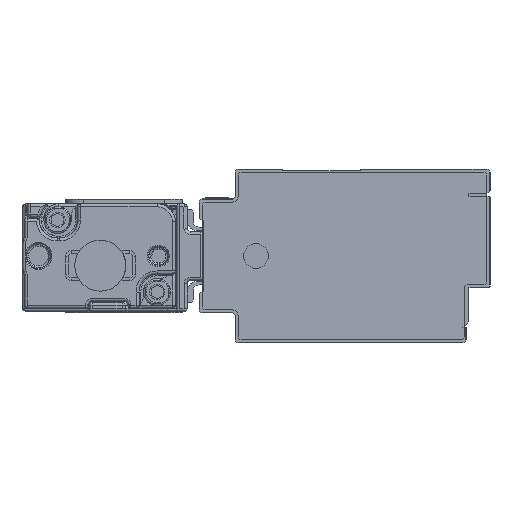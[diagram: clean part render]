
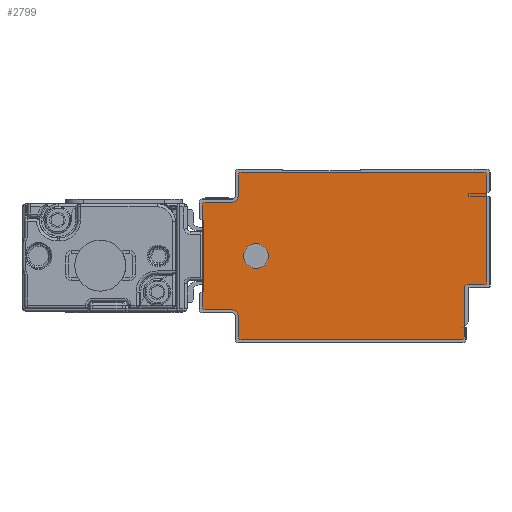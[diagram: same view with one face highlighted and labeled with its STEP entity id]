
A CAD part, left-side view. The second image highlights one B-rep face of the part: STEP entity #2799.
In plain terms, the highlighted planar face has unit normal (-1, 0, 0).
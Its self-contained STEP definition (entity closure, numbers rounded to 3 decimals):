
#1379=AXIS2_PLACEMENT_3D('Circle Axis2P3D',#1377,#1378,$) ;
#1417=AXIS2_PLACEMENT_3D('Circle Axis2P3D',#1415,#1416,$) ;
#1455=AXIS2_PLACEMENT_3D('Circle Axis2P3D',#1453,#1454,$) ;
#1493=AXIS2_PLACEMENT_3D('Circle Axis2P3D',#1491,#1492,$) ;
#2669=AXIS2_PLACEMENT_3D('Circle Axis2P3D',#2667,#2668,$) ;
#2689=AXIS2_PLACEMENT_3D('Plane Axis2P3D',#2686,#2687,#2688) ;
#2693=AXIS2_PLACEMENT_3D('Circle Axis2P3D',#2691,#2692,$) ;
#2707=AXIS2_PLACEMENT_3D('Circle Axis2P3D',#2705,#2706,$) ;
#2721=AXIS2_PLACEMENT_3D('Circle Axis2P3D',#2719,#2720,$) ;
#2735=AXIS2_PLACEMENT_3D('Circle Axis2P3D',#2733,#2734,$) ;
#2749=AXIS2_PLACEMENT_3D('Circle Axis2P3D',#2747,#2748,$) ;
#2783=AXIS2_PLACEMENT_3D('Circle Axis2P3D',#2781,#2782,$) ;
#2792=AXIS2_PLACEMENT_3D('Circle Axis2P3D',#2790,#2791,$) ;
#1335=CARTESIAN_POINT('Line Origine',(-575.5,-3.5,19.1)) ;
#1339=CARTESIAN_POINT('Vertex',(-575.5,-3.5,28.)) ;
#1341=CARTESIAN_POINT('Vertex',(-575.5,-3.5,10.2)) ;
#1377=CARTESIAN_POINT('Axis2P3D Location',(-575.5,-3.,28.)) ;
#1381=CARTESIAN_POINT('Vertex',(-575.5,-3.,28.5)) ;
#1396=CARTESIAN_POINT('Line Origine',(-575.5,17.25,28.5)) ;
#1400=CARTESIAN_POINT('Vertex',(-575.5,37.5,28.5)) ;
#1415=CARTESIAN_POINT('Axis2P3D Location',(-575.5,37.5,28.)) ;
#1419=CARTESIAN_POINT('Vertex',(-575.5,38.,28.)) ;
#1434=CARTESIAN_POINT('Line Origine',(-575.5,38.,26.25)) ;
#1438=CARTESIAN_POINT('Vertex',(-575.5,38.,24.5)) ;
#1453=CARTESIAN_POINT('Axis2P3D Location',(-575.5,39.,24.5)) ;
#1457=CARTESIAN_POINT('Vertex',(-575.5,39.,23.5)) ;
#1472=CARTESIAN_POINT('Line Origine',(-575.5,41.25,23.5)) ;
#1476=CARTESIAN_POINT('Vertex',(-575.5,43.5,23.5)) ;
#1491=CARTESIAN_POINT('Axis2P3D Location',(-575.5,43.5,23.)) ;
#1495=CARTESIAN_POINT('Vertex',(-575.5,44.,23.)) ;
#1510=CARTESIAN_POINT('Line Origine',(-575.5,44.,14.5)) ;
#1514=CARTESIAN_POINT('Vertex',(-575.5,44.,6.)) ;
#2667=CARTESIAN_POINT('Axis2P3D Location',(-575.5,-3.,10.2)) ;
#2671=CARTESIAN_POINT('Vertex',(-575.5,-3.,9.7)) ;
#2686=CARTESIAN_POINT('Axis2P3D Location',(-575.5,0.,0.)) ;
#2691=CARTESIAN_POINT('Axis2P3D Location',(-575.5,43.5,6.)) ;
#2695=CARTESIAN_POINT('Vertex',(-575.5,43.5,5.5)) ;
#2698=CARTESIAN_POINT('Line Origine',(-575.5,41.25,5.5)) ;
#2702=CARTESIAN_POINT('Vertex',(-575.5,39.,5.5)) ;
#2705=CARTESIAN_POINT('Axis2P3D Location',(-575.5,39.,4.5)) ;
#2709=CARTESIAN_POINT('Vertex',(-575.5,38.,4.5)) ;
#2712=CARTESIAN_POINT('Line Origine',(-575.5,38.,2.75)) ;
#2716=CARTESIAN_POINT('Vertex',(-575.5,38.,1.)) ;
#2719=CARTESIAN_POINT('Axis2P3D Location',(-575.5,37.5,1.)) ;
#2723=CARTESIAN_POINT('Vertex',(-575.5,37.5,0.5)) ;
#2726=CARTESIAN_POINT('Line Origine',(-575.5,19.15,0.5)) ;
#2730=CARTESIAN_POINT('Vertex',(-575.5,0.8,0.5)) ;
#2733=CARTESIAN_POINT('Axis2P3D Location',(-575.5,0.8,1.)) ;
#2737=CARTESIAN_POINT('Vertex',(-575.5,0.3,1.)) ;
#2740=CARTESIAN_POINT('Line Origine',(-575.5,0.3,5.1)) ;
#2744=CARTESIAN_POINT('Vertex',(-575.5,0.3,9.2)) ;
#2747=CARTESIAN_POINT('Axis2P3D Location',(-575.5,-0.2,9.2)) ;
#2751=CARTESIAN_POINT('Vertex',(-575.5,-0.2,9.7)) ;
#2754=CARTESIAN_POINT('Line Origine',(-575.5,-1.6,9.7)) ;
#2781=CARTESIAN_POINT('Axis2P3D Location',(-575.5,35.,14.5)) ;
#2785=CARTESIAN_POINT('Vertex',(-575.5,33.186,13.509)) ;
#2787=CARTESIAN_POINT('Vertex',(-575.5,36.814,15.491)) ;
#2790=CARTESIAN_POINT('Axis2P3D Location',(-575.5,35.,14.5)) ;
#1336=DIRECTION('Vector Direction',(0.,0.,-1.)) ;
#1378=DIRECTION('Axis2P3D Direction',(1.,0.,0.)) ;
#1397=DIRECTION('Vector Direction',(0.,1.,0.)) ;
#1416=DIRECTION('Axis2P3D Direction',(1.,0.,0.)) ;
#1435=DIRECTION('Vector Direction',(0.,0.,1.)) ;
#1454=DIRECTION('Axis2P3D Direction',(1.,0.,0.)) ;
#1473=DIRECTION('Vector Direction',(0.,1.,0.)) ;
#1492=DIRECTION('Axis2P3D Direction',(1.,0.,0.)) ;
#1511=DIRECTION('Vector Direction',(0.,0.,1.)) ;
#2668=DIRECTION('Axis2P3D Direction',(1.,0.,0.)) ;
#2687=DIRECTION('Axis2P3D Direction',(1.,0.,0.)) ;
#2688=DIRECTION('Axis2P3D XDirection',(0.,1.,0.)) ;
#2692=DIRECTION('Axis2P3D Direction',(1.,0.,0.)) ;
#2699=DIRECTION('Vector Direction',(0.,-1.,0.)) ;
#2706=DIRECTION('Axis2P3D Direction',(1.,0.,0.)) ;
#2713=DIRECTION('Vector Direction',(0.,0.,1.)) ;
#2720=DIRECTION('Axis2P3D Direction',(1.,0.,0.)) ;
#2727=DIRECTION('Vector Direction',(0.,-1.,0.)) ;
#2734=DIRECTION('Axis2P3D Direction',(1.,0.,0.)) ;
#2741=DIRECTION('Vector Direction',(0.,0.,-1.)) ;
#2748=DIRECTION('Axis2P3D Direction',(1.,0.,0.)) ;
#2755=DIRECTION('Vector Direction',(0.,1.,0.)) ;
#2782=DIRECTION('Axis2P3D Direction',(1.,0.,0.)) ;
#2791=DIRECTION('Axis2P3D Direction',(1.,0.,0.)) ;
#1337=VECTOR('Line Direction',#1336,1.) ;
#1398=VECTOR('Line Direction',#1397,1.) ;
#1436=VECTOR('Line Direction',#1435,1.) ;
#1474=VECTOR('Line Direction',#1473,1.) ;
#1512=VECTOR('Line Direction',#1511,1.) ;
#2700=VECTOR('Line Direction',#2699,1.) ;
#2714=VECTOR('Line Direction',#2713,1.) ;
#2728=VECTOR('Line Direction',#2727,1.) ;
#2742=VECTOR('Line Direction',#2741,1.) ;
#2756=VECTOR('Line Direction',#2755,1.) ;
#2760=ORIENTED_EDGE('',*,*,#1402,.F.) ;
#2761=ORIENTED_EDGE('',*,*,#1421,.F.) ;
#2762=ORIENTED_EDGE('',*,*,#1440,.F.) ;
#2763=ORIENTED_EDGE('',*,*,#1459,.F.) ;
#2764=ORIENTED_EDGE('',*,*,#1478,.F.) ;
#2765=ORIENTED_EDGE('',*,*,#1497,.F.) ;
#2766=ORIENTED_EDGE('',*,*,#1516,.F.) ;
#2767=ORIENTED_EDGE('',*,*,#2697,.F.) ;
#2768=ORIENTED_EDGE('',*,*,#2704,.F.) ;
#2769=ORIENTED_EDGE('',*,*,#2711,.F.) ;
#2770=ORIENTED_EDGE('',*,*,#2718,.F.) ;
#2771=ORIENTED_EDGE('',*,*,#2725,.F.) ;
#2772=ORIENTED_EDGE('',*,*,#2732,.F.) ;
#2773=ORIENTED_EDGE('',*,*,#2739,.F.) ;
#2774=ORIENTED_EDGE('',*,*,#2746,.F.) ;
#2775=ORIENTED_EDGE('',*,*,#2753,.F.) ;
#2776=ORIENTED_EDGE('',*,*,#2758,.F.) ;
#2777=ORIENTED_EDGE('',*,*,#2673,.F.) ;
#2778=ORIENTED_EDGE('',*,*,#1343,.F.) ;
#2779=ORIENTED_EDGE('',*,*,#1383,.F.) ;
#2796=ORIENTED_EDGE('',*,*,#2789,.T.) ;
#2797=ORIENTED_EDGE('',*,*,#2794,.T.) ;
#2798=FACE_BOUND('',#2795,.T.) ;
#2799=ADVANCED_FACE('\X2\FF8EFF9EFF83FF9EFF68FF70\X0\.2',(#2780,#2798),#2690,.F.) ;
#1380=CIRCLE('generated circle',#1379,0.5) ;
#1418=CIRCLE('generated circle',#1417,0.5) ;
#1456=CIRCLE('generated circle',#1455,1.) ;
#1494=CIRCLE('generated circle',#1493,0.5) ;
#2670=CIRCLE('generated circle',#2669,0.5) ;
#2694=CIRCLE('generated circle',#2693,0.5) ;
#2708=CIRCLE('generated circle',#2707,1.) ;
#2722=CIRCLE('generated circle',#2721,0.5) ;
#2736=CIRCLE('generated circle',#2735,0.5) ;
#2750=CIRCLE('generated circle',#2749,0.5) ;
#2784=CIRCLE('generated circle',#2783,2.067) ;
#2793=CIRCLE('generated circle',#2792,2.067) ;
#1343=EDGE_CURVE('',#1340,#1342,#1338,.T.) ;
#1383=EDGE_CURVE('',#1382,#1340,#1380,.T.) ;
#1402=EDGE_CURVE('',#1401,#1382,#1399,.F.) ;
#1421=EDGE_CURVE('',#1420,#1401,#1418,.T.) ;
#1440=EDGE_CURVE('',#1439,#1420,#1437,.T.) ;
#1459=EDGE_CURVE('',#1458,#1439,#1456,.F.) ;
#1478=EDGE_CURVE('',#1477,#1458,#1475,.F.) ;
#1497=EDGE_CURVE('',#1496,#1477,#1494,.T.) ;
#1516=EDGE_CURVE('',#1515,#1496,#1513,.T.) ;
#2673=EDGE_CURVE('',#1342,#2672,#2670,.T.) ;
#2697=EDGE_CURVE('',#2696,#1515,#2694,.T.) ;
#2704=EDGE_CURVE('',#2703,#2696,#2701,.F.) ;
#2711=EDGE_CURVE('',#2710,#2703,#2708,.F.) ;
#2718=EDGE_CURVE('',#2717,#2710,#2715,.T.) ;
#2725=EDGE_CURVE('',#2724,#2717,#2722,.T.) ;
#2732=EDGE_CURVE('',#2731,#2724,#2729,.F.) ;
#2739=EDGE_CURVE('',#2738,#2731,#2736,.T.) ;
#2746=EDGE_CURVE('',#2745,#2738,#2743,.T.) ;
#2753=EDGE_CURVE('',#2752,#2745,#2750,.F.) ;
#2758=EDGE_CURVE('',#2672,#2752,#2757,.T.) ;
#2789=EDGE_CURVE('',#2786,#2788,#2784,.T.) ;
#2794=EDGE_CURVE('',#2788,#2786,#2793,.T.) ;
#2759=EDGE_LOOP('',(#2760,#2761,#2762,#2763,#2764,#2765,#2766,#2767,#2768,#2769,#2770,#2771,#2772,#2773,#2774,#2775,#2776,#2777,#2778,#2779)) ;
#2795=EDGE_LOOP('',(#2796,#2797)) ;
#2780=FACE_OUTER_BOUND('',#2759,.T.) ;
#1338=LINE('Line',#1335,#1337) ;
#1399=LINE('Line',#1396,#1398) ;
#1437=LINE('Line',#1434,#1436) ;
#1475=LINE('Line',#1472,#1474) ;
#1513=LINE('Line',#1510,#1512) ;
#2701=LINE('Line',#2698,#2700) ;
#2715=LINE('Line',#2712,#2714) ;
#2729=LINE('Line',#2726,#2728) ;
#2743=LINE('Line',#2740,#2742) ;
#2757=LINE('Line',#2754,#2756) ;
#2690=PLANE('Plane',#2689) ;
#1340=VERTEX_POINT('',#1339) ;
#1342=VERTEX_POINT('',#1341) ;
#1382=VERTEX_POINT('',#1381) ;
#1401=VERTEX_POINT('',#1400) ;
#1420=VERTEX_POINT('',#1419) ;
#1439=VERTEX_POINT('',#1438) ;
#1458=VERTEX_POINT('',#1457) ;
#1477=VERTEX_POINT('',#1476) ;
#1496=VERTEX_POINT('',#1495) ;
#1515=VERTEX_POINT('',#1514) ;
#2672=VERTEX_POINT('',#2671) ;
#2696=VERTEX_POINT('',#2695) ;
#2703=VERTEX_POINT('',#2702) ;
#2710=VERTEX_POINT('',#2709) ;
#2717=VERTEX_POINT('',#2716) ;
#2724=VERTEX_POINT('',#2723) ;
#2731=VERTEX_POINT('',#2730) ;
#2738=VERTEX_POINT('',#2737) ;
#2745=VERTEX_POINT('',#2744) ;
#2752=VERTEX_POINT('',#2751) ;
#2786=VERTEX_POINT('',#2785) ;
#2788=VERTEX_POINT('',#2787) ;
